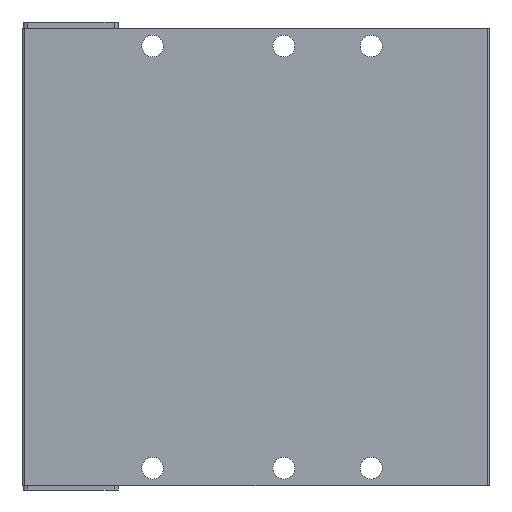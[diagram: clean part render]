
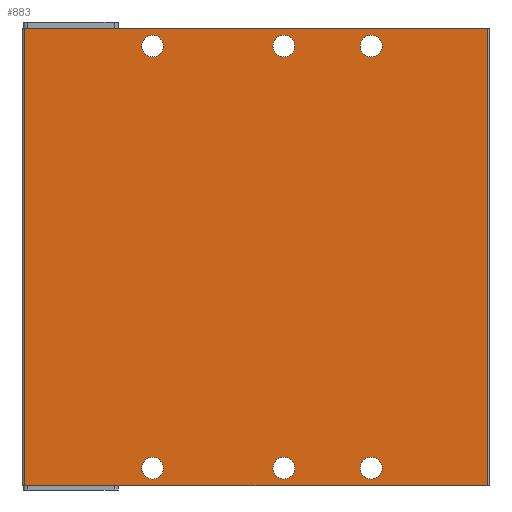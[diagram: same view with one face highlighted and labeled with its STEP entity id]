
A CAD part, front view. The second image highlights one B-rep face of the part: STEP entity #883.
In plain terms, the highlighted planar face has unit normal (0, -1, 0).
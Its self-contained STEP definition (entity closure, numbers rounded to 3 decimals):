
#6 = DIRECTION ( 'NONE',  ( 0., -1., 0. ) ) ;
#8 = EDGE_CURVE ( 'NONE', #500, #3830, #2507, .T. ) ;
#23 = ORIENTED_EDGE ( 'NONE', *, *, #8, .T. ) ;
#206 = EDGE_CURVE ( 'NONE', #2402, #1766, #1291, .T. ) ;
#251 = DIRECTION ( 'NONE',  ( 0., 1., 0. ) ) ;
#277 = EDGE_CURVE ( 'NONE', #4275, #1342, #1082, .T. ) ;
#324 = CARTESIAN_POINT ( 'NONE',  ( 59.7, 0., -4. ) ) ;
#443 = DIRECTION ( 'NONE',  ( 0., 0., -1. ) ) ;
#497 = AXIS2_PLACEMENT_3D ( 'NONE', #2698, #251, #1261 ) ;
#500 = VERTEX_POINT ( 'NONE', #5489 ) ;
#504 = CARTESIAN_POINT ( 'NONE',  ( 59.7, 0., -6.5 ) ) ;
#506 = ORIENTED_EDGE ( 'NONE', *, *, #6319, .T. ) ;
#508 = AXIS2_PLACEMENT_3D ( 'NONE', #3505, #2992, #557 ) ;
#557 = DIRECTION ( 'NONE',  ( 0., 0., -1. ) ) ;
#574 = ORIENTED_EDGE ( 'NONE', *, *, #1341, .T. ) ;
#632 = ORIENTED_EDGE ( 'NONE', *, *, #4487, .T. ) ;
#648 = CARTESIAN_POINT ( 'NONE',  ( 79.7, 0., -4. ) ) ;
#720 = EDGE_CURVE ( 'NONE', #3830, #500, #1988, .T. ) ;
#723 = CARTESIAN_POINT ( 'NONE',  ( 59.7, 0., -100.5 ) ) ;
#763 = DIRECTION ( 'NONE',  ( 0., 0., -1. ) ) ;
#828 = CARTESIAN_POINT ( 'NONE',  ( 79.7, 0., -100.5 ) ) ;
#852 = CARTESIAN_POINT ( 'NONE',  ( 0.5, 0., 0. ) ) ;
#854 = DIRECTION ( 'NONE',  ( 0., 1., 0. ) ) ;
#858 = EDGE_LOOP ( 'NONE', ( #2224, #506, #2241, #2654 ) ) ;
#880 = DIRECTION ( 'NONE',  ( 0., 0., -1. ) ) ;
#883 = ADVANCED_FACE ( 'NONE', ( #2927, #4449, #3996, #3023, #4896, #5484, #5932 ), #5904, .T. ) ;
#917 = AXIS2_PLACEMENT_3D ( 'NONE', #6346, #2477, #1454 ) ;
#923 = CARTESIAN_POINT ( 'NONE',  ( 0.5, 0., -104.5 ) ) ;
#942 = CARTESIAN_POINT ( 'NONE',  ( 0.5, 0., -104.5 ) ) ;
#993 = EDGE_CURVE ( 'NONE', #2030, #2712, #5945, .T. ) ;
#1082 = CIRCLE ( 'NONE', #6327, 2.5 ) ;
#1086 = EDGE_LOOP ( 'NONE', ( #3354, #4305 ) ) ;
#1131 = CIRCLE ( 'NONE', #508, 2.5 ) ;
#1155 = DIRECTION ( 'NONE',  ( -1., 0., 0. ) ) ;
#1181 = DIRECTION ( 'NONE',  ( 0., 1., 0. ) ) ;
#1195 = VERTEX_POINT ( 'NONE', #942 ) ;
#1229 = CIRCLE ( 'NONE', #917, 2.5 ) ;
#1261 = DIRECTION ( 'NONE',  ( 0., 0., -1. ) ) ;
#1269 = ORIENTED_EDGE ( 'NONE', *, *, #277, .T. ) ;
#1291 = CIRCLE ( 'NONE', #3838, 2.5 ) ;
#1341 = EDGE_CURVE ( 'NONE', #5523, #2049, #1229, .T. ) ;
#1342 = VERTEX_POINT ( 'NONE', #1968 ) ;
#1361 = VECTOR ( 'NONE', #1155, 1000. ) ;
#1436 = EDGE_CURVE ( 'NONE', #2049, #5523, #4197, .T. ) ;
#1454 = DIRECTION ( 'NONE',  ( 0., 0., -1. ) ) ;
#1495 = EDGE_CURVE ( 'NONE', #6130, #3127, #3568, .T. ) ;
#1507 = DIRECTION ( 'NONE',  ( 0., 1., 0. ) ) ;
#1576 = EDGE_CURVE ( 'NONE', #1342, #4275, #2540, .T. ) ;
#1726 = ORIENTED_EDGE ( 'NONE', *, *, #1576, .T. ) ;
#1746 = ORIENTED_EDGE ( 'NONE', *, *, #206, .T. ) ;
#1747 = DIRECTION ( 'NONE',  ( 0., 0., -1. ) ) ;
#1766 = VERTEX_POINT ( 'NONE', #4929 ) ;
#1842 = CARTESIAN_POINT ( 'NONE',  ( 59.7, 0., -4. ) ) ;
#1849 = CARTESIAN_POINT ( 'NONE',  ( 29.7, 0., -6.5 ) ) ;
#1864 = CARTESIAN_POINT ( 'NONE',  ( 106.2, 0., -104.5 ) ) ;
#1927 = VERTEX_POINT ( 'NONE', #4080 ) ;
#1968 = CARTESIAN_POINT ( 'NONE',  ( 29.7, 0., -1.5 ) ) ;
#1988 = CIRCLE ( 'NONE', #4876, 2.5 ) ;
#1989 = ORIENTED_EDGE ( 'NONE', *, *, #1436, .T. ) ;
#2030 = VERTEX_POINT ( 'NONE', #5998 ) ;
#2049 = VERTEX_POINT ( 'NONE', #4787 ) ;
#2053 = CARTESIAN_POINT ( 'NONE',  ( 0.5, 0., 0. ) ) ;
#2091 = DIRECTION ( 'NONE',  ( 0., 0., -1. ) ) ;
#2115 = CARTESIAN_POINT ( 'NONE',  ( 79.7, 0., -98. ) ) ;
#2224 = ORIENTED_EDGE ( 'NONE', *, *, #3212, .T. ) ;
#2241 = ORIENTED_EDGE ( 'NONE', *, *, #5089, .T. ) ;
#2402 = VERTEX_POINT ( 'NONE', #2115 ) ;
#2477 = DIRECTION ( 'NONE',  ( 0., 1., 0. ) ) ;
#2501 = CARTESIAN_POINT ( 'NONE',  ( 29.7, 0., -100.5 ) ) ;
#2507 = CIRCLE ( 'NONE', #3422, 2.5 ) ;
#2509 = EDGE_LOOP ( 'NONE', ( #3516, #1746 ) ) ;
#2511 = CARTESIAN_POINT ( 'NONE',  ( 59.7, 0., -103. ) ) ;
#2540 = CIRCLE ( 'NONE', #6250, 2.5 ) ;
#2654 = ORIENTED_EDGE ( 'NONE', *, *, #4218, .T. ) ;
#2698 = CARTESIAN_POINT ( 'NONE',  ( 59.7, 0., -100.5 ) ) ;
#2710 = DIRECTION ( 'NONE',  ( 0., 1., 0. ) ) ;
#2712 = VERTEX_POINT ( 'NONE', #4330 ) ;
#2778 = VECTOR ( 'NONE', #5292, 1000. ) ;
#2887 = VERTEX_POINT ( 'NONE', #852 ) ;
#2923 = CARTESIAN_POINT ( 'NONE',  ( 106.2, 0., -104.5 ) ) ;
#2927 = FACE_OUTER_BOUND ( 'NONE', #858, .T. ) ;
#2992 = DIRECTION ( 'NONE',  ( 0., 1., 0. ) ) ;
#3023 = FACE_BOUND ( 'NONE', #4493, .T. ) ;
#3052 = CARTESIAN_POINT ( 'NONE',  ( 0.5, 0., -104.5 ) ) ;
#3081 = EDGE_CURVE ( 'NONE', #1766, #2402, #1131, .T. ) ;
#3127 = VERTEX_POINT ( 'NONE', #4992 ) ;
#3147 = DIRECTION ( 'NONE',  ( 0., 1., 0. ) ) ;
#3212 = EDGE_CURVE ( 'NONE', #1195, #6037, #5509, .T. ) ;
#3213 = CARTESIAN_POINT ( 'NONE',  ( 29.7, 0., -100.5 ) ) ;
#3347 = EDGE_LOOP ( 'NONE', ( #5333, #632 ) ) ;
#3354 = ORIENTED_EDGE ( 'NONE', *, *, #5005, .T. ) ;
#3422 = AXIS2_PLACEMENT_3D ( 'NONE', #324, #4881, #6376 ) ;
#3505 = CARTESIAN_POINT ( 'NONE',  ( 79.7, 0., -100.5 ) ) ;
#3516 = ORIENTED_EDGE ( 'NONE', *, *, #3081, .T. ) ;
#3568 = CIRCLE ( 'NONE', #497, 2.5 ) ;
#3677 = CARTESIAN_POINT ( 'NONE',  ( 29.7, 0., -4. ) ) ;
#3692 = EDGE_LOOP ( 'NONE', ( #6210, #23 ) ) ;
#3789 = VECTOR ( 'NONE', #6122, 1000. ) ;
#3818 = DIRECTION ( 'NONE',  ( 0., 0., 1. ) ) ;
#3830 = VERTEX_POINT ( 'NONE', #504 ) ;
#3838 = AXIS2_PLACEMENT_3D ( 'NONE', #828, #1181, #4166 ) ;
#3996 = FACE_BOUND ( 'NONE', #3692, .T. ) ;
#4028 = CIRCLE ( 'NONE', #4847, 2.5 ) ;
#4054 = CARTESIAN_POINT ( 'NONE',  ( 0.5, 0., -104.5 ) ) ;
#4080 = CARTESIAN_POINT ( 'NONE',  ( 106.2, 0., 0. ) ) ;
#4166 = DIRECTION ( 'NONE',  ( 0., 0., -1. ) ) ;
#4197 = CIRCLE ( 'NONE', #5026, 2.5 ) ;
#4218 = EDGE_CURVE ( 'NONE', #2887, #1195, #4839, .T. ) ;
#4229 = DIRECTION ( 'NONE',  ( 0., 0., -1. ) ) ;
#4268 = LINE ( 'NONE', #1864, #5423 ) ;
#4275 = VERTEX_POINT ( 'NONE', #1849 ) ;
#4305 = ORIENTED_EDGE ( 'NONE', *, *, #993, .T. ) ;
#4330 = CARTESIAN_POINT ( 'NONE',  ( 29.7, 0., -103. ) ) ;
#4374 = CARTESIAN_POINT ( 'NONE',  ( 29.7, 0., -4. ) ) ;
#4449 = FACE_BOUND ( 'NONE', #5009, .T. ) ;
#4487 = EDGE_CURVE ( 'NONE', #3127, #6130, #5770, .T. ) ;
#4493 = EDGE_LOOP ( 'NONE', ( #574, #1989 ) ) ;
#4787 = CARTESIAN_POINT ( 'NONE',  ( 79.7, 0., -1.5 ) ) ;
#4839 = LINE ( 'NONE', #923, #2778 ) ;
#4847 = AXIS2_PLACEMENT_3D ( 'NONE', #2501, #1507, #443 ) ;
#4876 = AXIS2_PLACEMENT_3D ( 'NONE', #1842, #854, #880 ) ;
#4881 = DIRECTION ( 'NONE',  ( 0., 1., 0. ) ) ;
#4895 = DIRECTION ( 'NONE',  ( 0., 1., 0. ) ) ;
#4896 = FACE_BOUND ( 'NONE', #1086, .T. ) ;
#4929 = CARTESIAN_POINT ( 'NONE',  ( 79.7, 0., -103. ) ) ;
#4992 = CARTESIAN_POINT ( 'NONE',  ( 59.7, 0., -98. ) ) ;
#5005 = EDGE_CURVE ( 'NONE', #2712, #2030, #4028, .T. ) ;
#5009 = EDGE_LOOP ( 'NONE', ( #1269, #1726 ) ) ;
#5021 = AXIS2_PLACEMENT_3D ( 'NONE', #3213, #3147, #1747 ) ;
#5026 = AXIS2_PLACEMENT_3D ( 'NONE', #648, #5532, #2091 ) ;
#5089 = EDGE_CURVE ( 'NONE', #1927, #2887, #6079, .T. ) ;
#5292 = DIRECTION ( 'NONE',  ( 0., 0., -1. ) ) ;
#5333 = ORIENTED_EDGE ( 'NONE', *, *, #1495, .T. ) ;
#5353 = AXIS2_PLACEMENT_3D ( 'NONE', #723, #2710, #4229 ) ;
#5423 = VECTOR ( 'NONE', #3818, 1000. ) ;
#5484 = FACE_BOUND ( 'NONE', #3347, .T. ) ;
#5489 = CARTESIAN_POINT ( 'NONE',  ( 59.7, 0., -1.5 ) ) ;
#5509 = LINE ( 'NONE', #4054, #3789 ) ;
#5523 = VERTEX_POINT ( 'NONE', #6328 ) ;
#5532 = DIRECTION ( 'NONE',  ( 0., 1., 0. ) ) ;
#5770 = CIRCLE ( 'NONE', #5353, 2.5 ) ;
#5873 = DIRECTION ( 'NONE',  ( 0., 0., -1. ) ) ;
#5904 = PLANE ( 'NONE',  #6360 ) ;
#5932 = FACE_BOUND ( 'NONE', #2509, .T. ) ;
#5945 = CIRCLE ( 'NONE', #5021, 2.5 ) ;
#5998 = CARTESIAN_POINT ( 'NONE',  ( 29.7, 0., -98. ) ) ;
#6037 = VERTEX_POINT ( 'NONE', #2923 ) ;
#6079 = LINE ( 'NONE', #2053, #1361 ) ;
#6122 = DIRECTION ( 'NONE',  ( 1., 0., 0. ) ) ;
#6130 = VERTEX_POINT ( 'NONE', #2511 ) ;
#6133 = DIRECTION ( 'NONE',  ( 0., 1., 0. ) ) ;
#6210 = ORIENTED_EDGE ( 'NONE', *, *, #720, .T. ) ;
#6250 = AXIS2_PLACEMENT_3D ( 'NONE', #4374, #4895, #6354 ) ;
#6319 = EDGE_CURVE ( 'NONE', #6037, #1927, #4268, .T. ) ;
#6327 = AXIS2_PLACEMENT_3D ( 'NONE', #3677, #6133, #763 ) ;
#6328 = CARTESIAN_POINT ( 'NONE',  ( 79.7, 0., -6.5 ) ) ;
#6346 = CARTESIAN_POINT ( 'NONE',  ( 79.7, 0., -4. ) ) ;
#6354 = DIRECTION ( 'NONE',  ( 0., 0., -1. ) ) ;
#6360 = AXIS2_PLACEMENT_3D ( 'NONE', #3052, #6, #5873 ) ;
#6376 = DIRECTION ( 'NONE',  ( 0., 0., -1. ) ) ;
